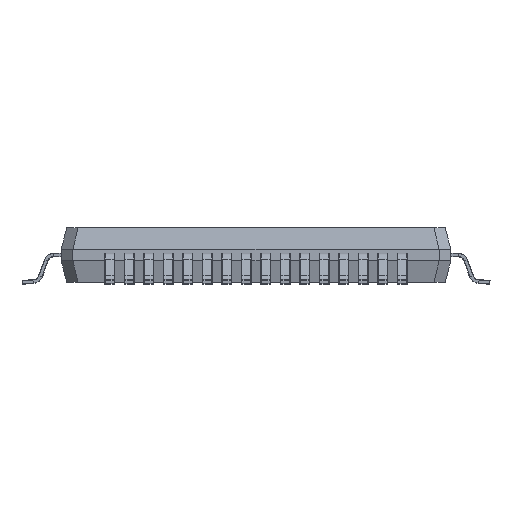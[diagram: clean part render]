
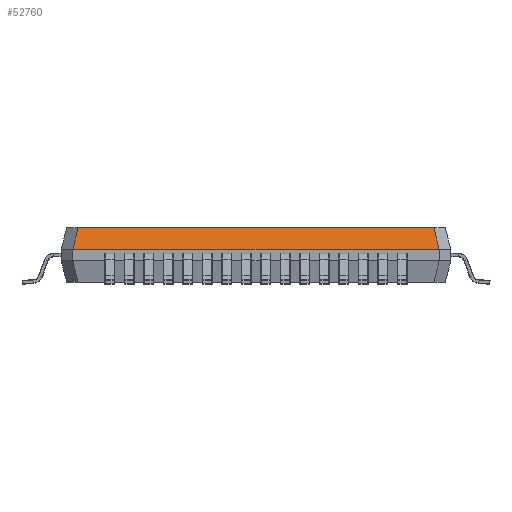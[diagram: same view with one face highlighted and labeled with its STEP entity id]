
A CAD part, left-side view. The second image highlights one B-rep face of the part: STEP entity #52760.
In plain terms, the highlighted planar face has unit normal (-0.966, 0, 0.259).
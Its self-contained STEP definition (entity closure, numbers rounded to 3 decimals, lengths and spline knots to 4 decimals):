
#5414=LINE('',#89393,#9186);
#5532=LINE('',#90276,#9304);
#5551=LINE('',#90308,#9323);
#5555=LINE('',#90314,#9327);
#9186=VECTOR('',#75559,1.);
#9304=VECTOR('',#75685,1.);
#9323=VECTOR('',#75722,1.);
#9327=VECTOR('',#75730,1.);
#10798=PLANE('',#59399);
#14159=FACE_OUTER_BOUND('',#17597,.T.);
#17597=EDGE_LOOP('',(#44881,#44882,#44883,#44884));
#24340=VERTEX_POINT('',#89390);
#24341=VERTEX_POINT('',#89392);
#24492=VERTEX_POINT('',#90269);
#24495=VERTEX_POINT('',#90274);
#31177=EDGE_CURVE('',#24340,#24341,#5414,.T.);
#31332=EDGE_CURVE('',#24495,#24492,#5532,.T.);
#31351=EDGE_CURVE('',#24492,#24340,#5551,.T.);
#31355=EDGE_CURVE('',#24341,#24495,#5555,.T.);
#44881=ORIENTED_EDGE('',*,*,#31351,.F.);
#44882=ORIENTED_EDGE('',*,*,#31332,.F.);
#44883=ORIENTED_EDGE('',*,*,#31355,.F.);
#44884=ORIENTED_EDGE('',*,*,#31177,.F.);
#52760=ADVANCED_FACE('',(#14159),#10798,.T.);
#59399=AXIS2_PLACEMENT_3D('',#90322,#75740,#75741);
#75559=DIRECTION('',(0.,-1.,0.));
#75685=DIRECTION('',(0.,1.,0.));
#75722=DIRECTION('',(0.252,-0.232,0.94));
#75730=DIRECTION('',(-0.252,-0.232,-0.94));
#75740=DIRECTION('center_axis',(-0.966,0.,
0.259));
#75741=DIRECTION('ref_axis',(0.,1.,0.));
#89390=CARTESIAN_POINT('',(-4.8504,4.5622,1.4485));
#89392=CARTESIAN_POINT('',(-4.8504,-4.5622,1.4485));
#89393=CARTESIAN_POINT('',(-4.8504,-4.4149,1.4485));
#90269=CARTESIAN_POINT('',(-4.9977,4.6978,0.8988));
#90274=CARTESIAN_POINT('',(-4.9977,-4.6978,0.8988));
#90276=CARTESIAN_POINT('',(-4.9977,4.4149,0.8988));
#90308=CARTESIAN_POINT('',(-4.8497,4.5615,1.4512));
#90314=CARTESIAN_POINT('',(-4.8497,-4.5615,1.4512));
#90322=CARTESIAN_POINT('Origin',(-4.8504,0.,1.4485));
